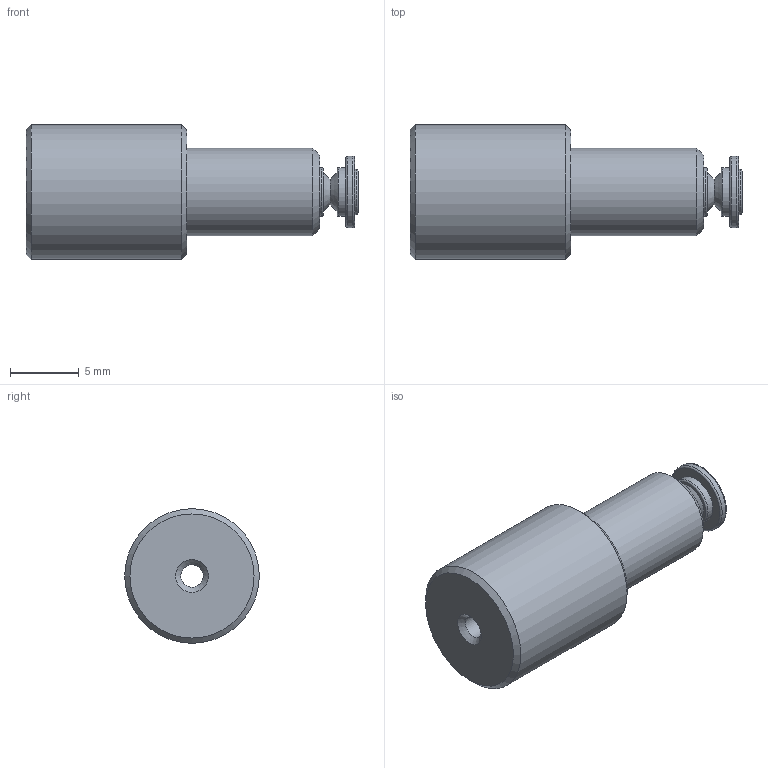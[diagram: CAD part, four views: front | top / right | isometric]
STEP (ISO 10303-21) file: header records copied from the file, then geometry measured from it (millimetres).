
FILE_DESCRIPTION((''),'2;1');
FILE_NAME('305075.stp','2008-08-18T14:50:34',('Franzp'),(''),'Autodesk Inventor 2008','Autodesk Inventor 2008','');
FILE_SCHEMA(('AUTOMOTIVE_DESIGN { 1 0 10303 214 1 1 1 1 }'));
Length unit declared in the file: millimetre
Products named in the file (3): 305075; 313106; 310119
Assembly tree (2 placements, depth 2):
  305075
    313106
    310119
Bounding box: 24.12 x 9.78 x 9.78 mm (x, y, z)
Volume: 1146.3 mm3; surface area: 943.7 mm2
Topology: 2 solids, 2 shells, 38 faces, 65 edges, 39 vertices
Faces by surface type: plane 11, cone 8, torus 8, cylinder 7, bspline 4
Full cylindrical faces by diameter (mm): 3.3 x1, 3.556 x3, 5.2 x1, 6.35 x1, 9.78 x1
Entity records: 910 total; most frequent: CARTESIAN_POINT 173, DIRECTION 154, AXIS2_PLACEMENT_3D 77, ORIENTED_EDGE 76, EDGE_LOOP 76, VERTEX_POINT 38, CIRCLE 38, EDGE_CURVE 38
